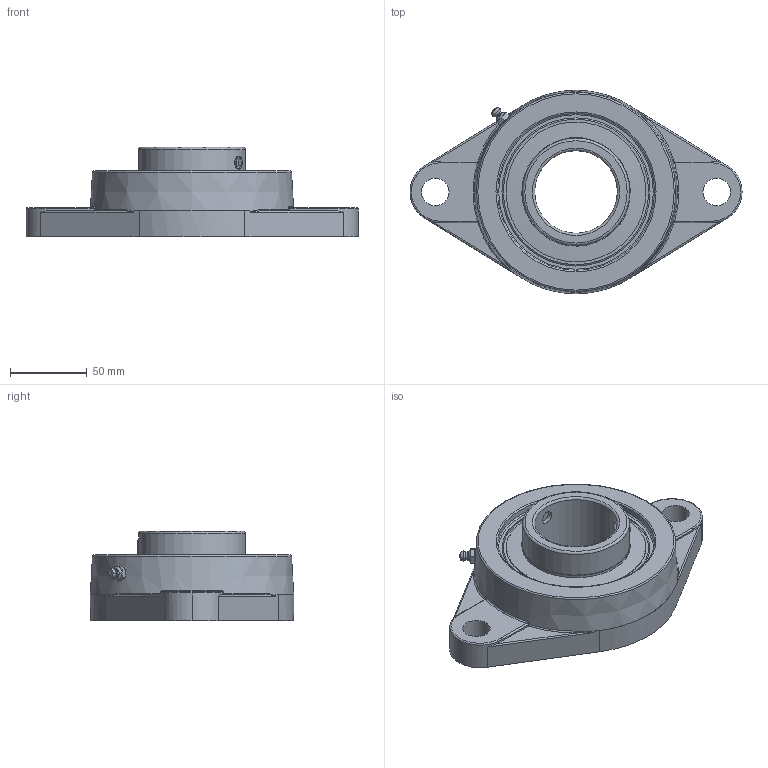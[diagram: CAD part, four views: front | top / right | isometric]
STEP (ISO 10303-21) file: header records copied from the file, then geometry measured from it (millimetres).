
FILE_DESCRIPTION(('HOOPS Exchange Step'),'2;1');
FILE_NAME('export-F4248C78-C573-49A3-81DA-04799CD78F09.stp','2019-12-13T09:32:38-08:00',('ibuslach'),('Alibre'),'HOOPS Exchange 2019.2','Alibre','Unknown authorisation');
FILE_SCHEMA( ('AP242_MANAGED_MODEL_BASED_3D_ENGINEERING_MIM_LF {1 0 10303 442 1 1 4 }') );
Length unit declared in the file: centimetre
Products named in the file (7): MRN SFT 211; UCP ZERK 6mm; SUC 211-34 RACES; SUC 211 SHIELD; SUC 211 SS; MRN SUC 211-34; MRN SUCFT 211-34
Assembly tree (8 placements, depth 3):
  MRN SUCFT 211-34
    MRN SFT 211
    UCP ZERK 6mm
    MRN SUC 211-34
      SUC 211-34 RACES
      SUC 211 SHIELD  x2
      SUC 211 SS  x2
Bounding box: 217 x 133 x 58.4 mm (x, y, z)
Volume: 445262.5 mm3; surface area: 112207.9 mm2
Topology: 8 solids, 8 shells, 180 faces, 469 edges, 302 vertices
Faces by surface type: plane 64, cylinder 48, torus 24, cone 19, bspline 16, sphere 9
Full cylindrical faces by diameter (mm): 1.509 x2, 6 x2, 8.382 x4, 18 x2, 53.975 x1, 69.85 x3, 70.866 x2, 88.9 x1, 91.44 x2, 102.825 x1, 104.825 x1
Entity records: 13471 total; most frequent: CARTESIAN_POINT 9316, DIRECTION 855, ORIENTED_EDGE 836, EDGE_CURVE 418, AXIS2_PLACEMENT_3D 362, VERTEX_POINT 271, CIRCLE 194, EDGE_LOOP 187
